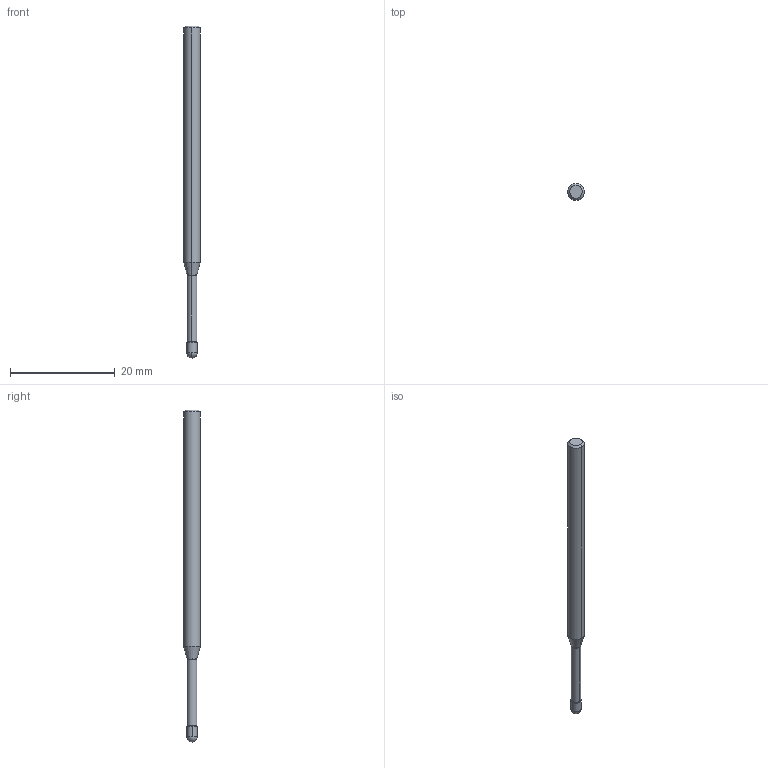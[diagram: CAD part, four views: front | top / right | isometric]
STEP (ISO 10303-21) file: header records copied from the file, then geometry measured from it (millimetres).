
FILE_DESCRIPTION (( 'STEP AP203' ), '1' );
FILE_NAME ('03876.STEP', '2024-04-09T20:53:55', ( '' ), ( '' ), 'SwSTEP 2.0', 'SolidWorks 2023', '' );
FILE_SCHEMA (( 'CONFIG_CONTROL_DESIGN' ));
Length unit declared in the file: inch
Products named in the file (1): 03876
Bounding box: 3.17 x 3.17 x 63.5 mm (x, y, z)
Volume: 412.9 mm3; surface area: 576.5 mm2
Topology: 2 solids, 2 shells, 19 faces, 38 edges, 21 vertices
Faces by surface type: cylinder 6, torus 4, cone 4, plane 3, sphere 2
Entity records: 561 total; most frequent: DIRECTION 102, CARTESIAN_POINT 77, ORIENTED_EDGE 72, AXIS2_PLACEMENT_3D 46, EDGE_CURVE 36, CIRCLE 26, VERTEX_POINT 21, FACE_OUTER_BOUND 19
